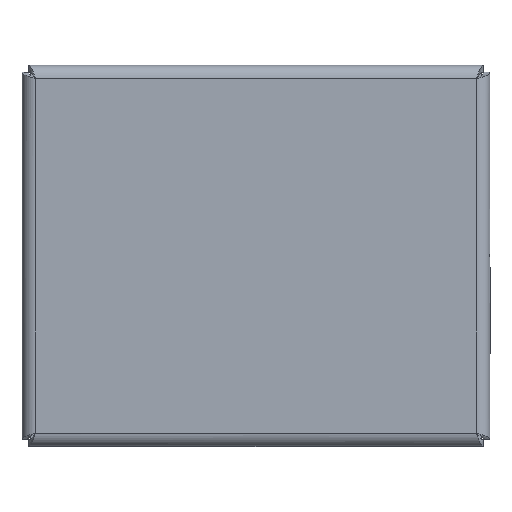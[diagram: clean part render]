
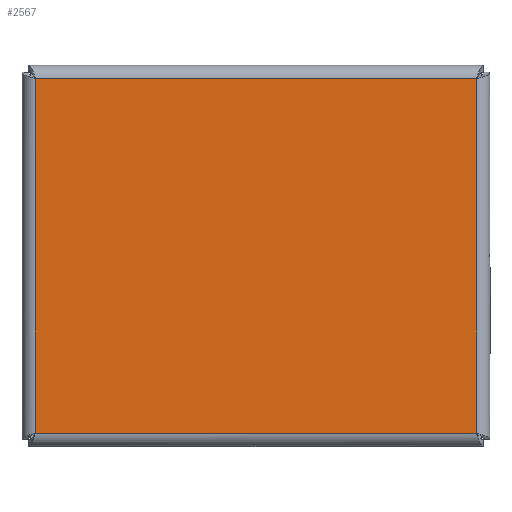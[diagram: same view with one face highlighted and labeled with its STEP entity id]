
A CAD part, top view. The second image highlights one B-rep face of the part: STEP entity #2567.
In plain terms, the highlighted planar face has unit normal (0, 0, 1).
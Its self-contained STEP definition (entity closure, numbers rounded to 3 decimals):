
#174=LINE($,#4006,#388);
#175=LINE($,#4008,#389);
#176=LINE($,#4010,#390);
#177=LINE($,#4011,#391);
#388=VECTOR($,#3292,132.);
#389=VECTOR($,#3293,106.);
#390=VECTOR($,#3294,132.);
#391=VECTOR($,#3295,106.);
#530=PLANE($,#2794);
#654=FACE_OUTER_BOUND($,#828,.T.);
#828=EDGE_LOOP($,(#1854,#1855,#1856,#1857));
#1133=VERTEX_POINT($,#4004);
#1134=VERTEX_POINT($,#4005);
#1135=VERTEX_POINT($,#4007);
#1136=VERTEX_POINT($,#4009);
#1385=EDGE_CURVE($,#1133,#1134,#174,.T.);
#1386=EDGE_CURVE($,#1134,#1135,#175,.T.);
#1387=EDGE_CURVE($,#1135,#1136,#176,.T.);
#1388=EDGE_CURVE($,#1136,#1133,#177,.T.);
#1854=ORIENTED_EDGE($,*,*,#1385,.T.);
#1855=ORIENTED_EDGE($,*,*,#1386,.T.);
#1856=ORIENTED_EDGE($,*,*,#1387,.T.);
#1857=ORIENTED_EDGE($,*,*,#1388,.T.);
#2567=ADVANCED_FACE($,(#654),#530,.F.);
#2794=AXIS2_PLACEMENT_3D($,#4003,#3290,#3291);
#3290=DIRECTION('center_axis',(0.,0.,
-1.));
#3291=DIRECTION('ref_axis',(1.,0.,0.));
#3292=DIRECTION($,(-1.,0.,0.));
#3293=DIRECTION($,(0.,-1.,0.));
#3294=DIRECTION($,(1.,0.,0.));
#3295=DIRECTION($,(0.,1.,0.));
#4003=CARTESIAN_POINT('Origin',(-60.048,-21.665,21.24));
#4004=CARTESIAN_POINT('',(5.952,31.335,21.24));
#4005=CARTESIAN_POINT('',(-126.048,31.335,21.24));
#4006=CARTESIAN_POINT($,(-27.048,31.335,21.24));
#4007=CARTESIAN_POINT('',(-126.048,-74.665,21.24));
#4008=CARTESIAN_POINT($,(-126.048,4.835,21.24));
#4009=CARTESIAN_POINT('',(5.952,-74.665,21.24));
#4010=CARTESIAN_POINT($,(-93.048,-74.665,21.24));
#4011=CARTESIAN_POINT($,(5.952,-48.165,21.24));
